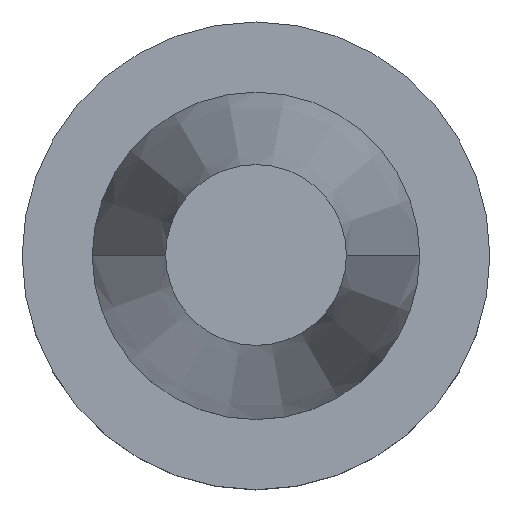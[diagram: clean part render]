
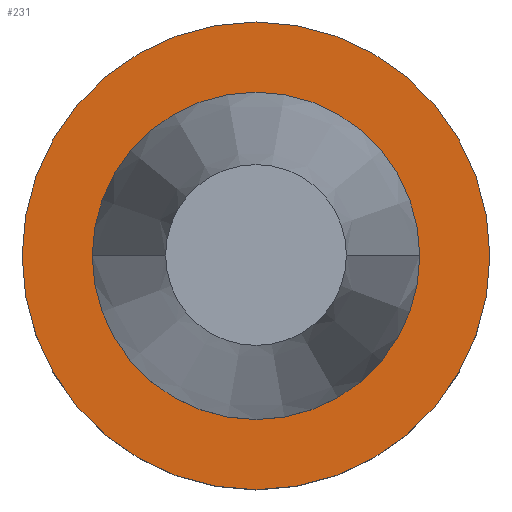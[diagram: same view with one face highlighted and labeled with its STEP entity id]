
A CAD part, top view. The second image highlights one B-rep face of the part: STEP entity #231.
In plain terms, the highlighted planar face has unit normal (0, 0, 1).
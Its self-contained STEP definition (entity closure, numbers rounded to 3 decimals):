
#21 = CARTESIAN_POINT ( 'NONE',  ( 0., 31.75, -1. ) ) ;
#31 = CARTESIAN_POINT ( 'NONE',  ( 0., 0., -1. ) ) ;
#48 = DIRECTION ( 'NONE',  ( 0., 0., 1. ) ) ;
#56 = AXIS2_PLACEMENT_3D ( 'NONE', #346, #402, #70 ) ;
#63 = EDGE_CURVE ( 'NONE', #171, #628, #283, .T. ) ;
#70 = DIRECTION ( 'NONE',  ( 1., 0., 0. ) ) ;
#75 = EDGE_CURVE ( 'NONE', #299, #337, #139, .T. ) ;
#82 = FACE_OUTER_BOUND ( 'NONE', #766, .T. ) ;
#87 = PLANE ( 'NONE',  #183 ) ;
#139 = CIRCLE ( 'NONE', #435, 22.225 ) ;
#155 = CARTESIAN_POINT ( 'NONE',  ( -31.75, 0., -1. ) ) ;
#157 = ORIENTED_EDGE ( 'NONE', *, *, #75, .F. ) ;
#171 = VERTEX_POINT ( 'NONE', #355 ) ;
#172 = ORIENTED_EDGE ( 'NONE', *, *, #297, .T. ) ;
#174 = DIRECTION ( 'NONE',  ( 1., 0., 0. ) ) ;
#183 = AXIS2_PLACEMENT_3D ( 'NONE', #21, #619, #418 ) ;
#211 = AXIS2_PLACEMENT_3D ( 'NONE', #386, #844, #389 ) ;
#230 = DIRECTION ( 'NONE',  ( 0., 0., 1. ) ) ;
#231 = ADVANCED_FACE ( 'NONE', ( #685, #82 ), #87, .F. ) ;
#283 = CIRCLE ( 'NONE', #211, 31.75 ) ;
#297 = EDGE_CURVE ( 'NONE', #628, #171, #611, .T. ) ;
#299 = VERTEX_POINT ( 'NONE', #774 ) ;
#337 = VERTEX_POINT ( 'NONE', #385 ) ;
#346 = CARTESIAN_POINT ( 'NONE',  ( 0., 0., -1. ) ) ;
#355 = CARTESIAN_POINT ( 'NONE',  ( 31.75, 0., -1. ) ) ;
#365 = ORIENTED_EDGE ( 'NONE', *, *, #63, .T. ) ;
#385 = CARTESIAN_POINT ( 'NONE',  ( 22.225, 0., -1. ) ) ;
#386 = CARTESIAN_POINT ( 'NONE',  ( 0., 0., -1. ) ) ;
#389 = DIRECTION ( 'NONE',  ( 1., 0., 0. ) ) ;
#402 = DIRECTION ( 'NONE',  ( 0., 0., 1. ) ) ;
#411 = AXIS2_PLACEMENT_3D ( 'NONE', #31, #230, #174 ) ;
#418 = DIRECTION ( 'NONE',  ( -1., 0., 0. ) ) ;
#435 = AXIS2_PLACEMENT_3D ( 'NONE', #459, #48, #465 ) ;
#459 = CARTESIAN_POINT ( 'NONE',  ( 0., 0., -1. ) ) ;
#465 = DIRECTION ( 'NONE',  ( 1., 0., 0. ) ) ;
#492 = EDGE_CURVE ( 'NONE', #337, #299, #588, .T. ) ;
#506 = EDGE_LOOP ( 'NONE', ( #515, #157 ) ) ;
#515 = ORIENTED_EDGE ( 'NONE', *, *, #492, .F. ) ;
#588 = CIRCLE ( 'NONE', #56, 22.225 ) ;
#611 = CIRCLE ( 'NONE', #411, 31.75 ) ;
#619 = DIRECTION ( 'NONE',  ( 0., 0., -1. ) ) ;
#628 = VERTEX_POINT ( 'NONE', #155 ) ;
#685 = FACE_BOUND ( 'NONE', #506, .T. ) ;
#766 = EDGE_LOOP ( 'NONE', ( #365, #172 ) ) ;
#774 = CARTESIAN_POINT ( 'NONE',  ( -22.225, 0., -1. ) ) ;
#844 = DIRECTION ( 'NONE',  ( 0., 0., 1. ) ) ;
